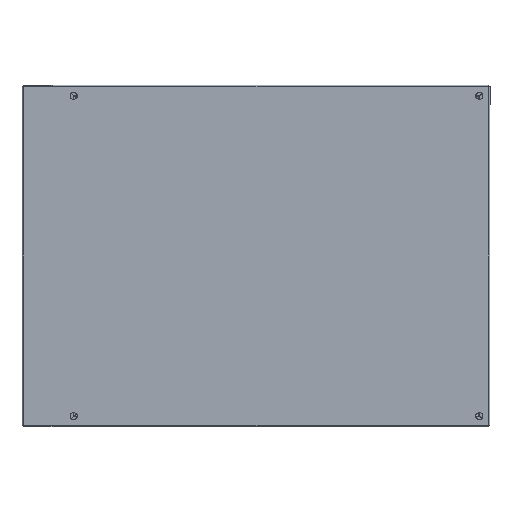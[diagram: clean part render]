
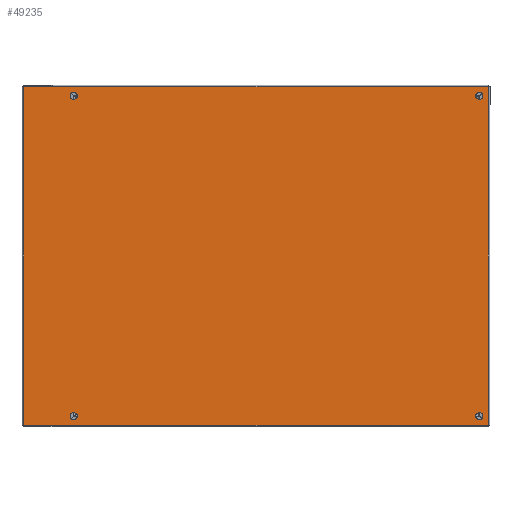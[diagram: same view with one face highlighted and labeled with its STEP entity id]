
A CAD part, left-side view. The second image highlights one B-rep face of the part: STEP entity #49235.
In plain terms, the highlighted face is planar.
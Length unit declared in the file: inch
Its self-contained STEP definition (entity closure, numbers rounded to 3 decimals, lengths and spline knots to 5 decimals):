
#19 = ORIENTED_EDGE ( 'NONE', *, *, #4419, .T. ) ;
#966 = CARTESIAN_POINT ( 'NONE',  ( 11.25, 0., -15.699 ) ) ;
#1243 = AXIS2_PLACEMENT_3D ( 'NONE', #15453, #41476, #20798 ) ;
#1580 = EDGE_CURVE ( 'NONE', #10980, #51714, #38924, .T. ) ;
#2082 = ORIENTED_EDGE ( 'NONE', *, *, #48635, .T. ) ;
#2696 = CARTESIAN_POINT ( 'NONE',  ( -11.892, 0., 16.32559 ) ) ;
#3472 = VERTEX_POINT ( 'NONE', #2696 ) ;
#3585 = DIRECTION ( 'NONE',  ( -1., 0., 0. ) ) ;
#3715 = CIRCLE ( 'NONE', #31885, 0.25 ) ;
#4022 = DIRECTION ( 'NONE',  ( -1., 0., 0. ) ) ;
#4419 = EDGE_CURVE ( 'NONE', #23427, #43408, #12875, .T. ) ;
#4620 = CARTESIAN_POINT ( 'NONE',  ( -11.25, 0., -15.699 ) ) ;
#4874 = VERTEX_POINT ( 'NONE', #33222 ) ;
#5235 = DIRECTION ( 'NONE',  ( -1., 0., 0. ) ) ;
#6636 = LINE ( 'NONE', #52821, #29894 ) ;
#7770 = AXIS2_PLACEMENT_3D ( 'NONE', #10978, #28967, #28586 ) ;
#7999 = EDGE_CURVE ( 'NONE', #56740, #20692, #25494, .T. ) ;
#9365 = VECTOR ( 'NONE', #13510, 39.37008 ) ;
#10442 = AXIS2_PLACEMENT_3D ( 'NONE', #4620, #39576, #13400 ) ;
#10978 = CARTESIAN_POINT ( 'NONE',  ( 0., 0., 0. ) ) ;
#10980 = VERTEX_POINT ( 'NONE', #35835 ) ;
#11070 = LINE ( 'NONE', #44113, #40525 ) ;
#11160 = ORIENTED_EDGE ( 'NONE', *, *, #47871, .T. ) ;
#11392 = VERTEX_POINT ( 'NONE', #50832 ) ;
#11661 = AXIS2_PLACEMENT_3D ( 'NONE', #32137, #36555, #5235 ) ;
#11770 = ORIENTED_EDGE ( 'NONE', *, *, #24914, .T. ) ;
#12174 = CIRCLE ( 'NONE', #11661, 0.25 ) ;
#12309 = CIRCLE ( 'NONE', #16099, 0.25 ) ;
#12875 = LINE ( 'NONE', #41558, #14248 ) ;
#12907 = DIRECTION ( 'NONE',  ( 0., 0., -1. ) ) ;
#13400 = DIRECTION ( 'NONE',  ( -1., 0., 0. ) ) ;
#13510 = DIRECTION ( 'NONE',  ( 0., 0., 1. ) ) ;
#14248 = VECTOR ( 'NONE', #19554, 39.37008 ) ;
#14576 = DIRECTION ( 'NONE',  ( -1., 0., 0. ) ) ;
#15453 = CARTESIAN_POINT ( 'NONE',  ( -11.25, 0., -15.699 ) ) ;
#15899 = EDGE_LOOP ( 'NONE', ( #21312, #18581 ) ) ;
#16099 = AXIS2_PLACEMENT_3D ( 'NONE', #32964, #28778, #33165 ) ;
#16495 = ORIENTED_EDGE ( 'NONE', *, *, #24915, .T. ) ;
#17200 = ORIENTED_EDGE ( 'NONE', *, *, #42240, .T. ) ;
#18581 = ORIENTED_EDGE ( 'NONE', *, *, #1580, .T. ) ;
#18916 = EDGE_LOOP ( 'NONE', ( #17200, #45220 ) ) ;
#19139 = CARTESIAN_POINT ( 'NONE',  ( -11.25, 0., 12.801 ) ) ;
#19554 = DIRECTION ( 'NONE',  ( -1., 0., 0. ) ) ;
#20692 = VERTEX_POINT ( 'NONE', #41825 ) ;
#20798 = DIRECTION ( 'NONE',  ( -1., 0., 0. ) ) ;
#20921 = CARTESIAN_POINT ( 'NONE',  ( 11.25, 0., -15.699 ) ) ;
#20977 = FACE_OUTER_BOUND ( 'NONE', #48952, .T. ) ;
#21312 = ORIENTED_EDGE ( 'NONE', *, *, #30059, .T. ) ;
#21336 = DIRECTION ( 'NONE',  ( 0., -1., 0. ) ) ;
#22691 = EDGE_LOOP ( 'NONE', ( #43910, #2082 ) ) ;
#23427 = VERTEX_POINT ( 'NONE', #52770 ) ;
#23514 = DIRECTION ( 'NONE',  ( 0., -1., 0. ) ) ;
#24378 = FACE_BOUND ( 'NONE', #22691, .T. ) ;
#24914 = EDGE_CURVE ( 'NONE', #3472, #42314, #6636, .T. ) ;
#24915 = EDGE_CURVE ( 'NONE', #43408, #3472, #37392, .T. ) ;
#25331 = EDGE_LOOP ( 'NONE', ( #34035, #56651 ) ) ;
#25494 = CIRCLE ( 'NONE', #46560, 0.25 ) ;
#26696 = CARTESIAN_POINT ( 'NONE',  ( -11., 0., -15.699 ) ) ;
#27052 = AXIS2_PLACEMENT_3D ( 'NONE', #42832, #21336, #4022 ) ;
#27309 = CARTESIAN_POINT ( 'NONE',  ( 11.5, 0., -15.699 ) ) ;
#27335 = CIRCLE ( 'NONE', #10442, 0.25 ) ;
#27969 = VERTEX_POINT ( 'NONE', #39088 ) ;
#28393 = CIRCLE ( 'NONE', #1243, 0.25 ) ;
#28586 = DIRECTION ( 'NONE',  ( -1., 0., 0. ) ) ;
#28778 = DIRECTION ( 'NONE',  ( 0., -1., 0. ) ) ;
#28967 = DIRECTION ( 'NONE',  ( 0., 1., 0. ) ) ;
#29894 = VECTOR ( 'NONE', #30694, 39.37008 ) ;
#30059 = EDGE_CURVE ( 'NONE', #51714, #10980, #12174, .T. ) ;
#30694 = DIRECTION ( 'NONE',  ( 1., 0., 0. ) ) ;
#30932 = EDGE_CURVE ( 'NONE', #11392, #38741, #28393, .T. ) ;
#31885 = AXIS2_PLACEMENT_3D ( 'NONE', #20921, #34885, #3585 ) ;
#32137 = CARTESIAN_POINT ( 'NONE',  ( -11.25, 0., 12.801 ) ) ;
#32414 = PLANE ( 'NONE',  #7770 ) ;
#32964 = CARTESIAN_POINT ( 'NONE',  ( 11.25, 0., 12.801 ) ) ;
#33165 = DIRECTION ( 'NONE',  ( -1., 0., 0. ) ) ;
#33222 = CARTESIAN_POINT ( 'NONE',  ( 11., 0., 12.801 ) ) ;
#34035 = ORIENTED_EDGE ( 'NONE', *, *, #40543, .T. ) ;
#34674 = FACE_BOUND ( 'NONE', #15899, .T. ) ;
#34885 = DIRECTION ( 'NONE',  ( 0., -1., 0. ) ) ;
#35250 = EDGE_CURVE ( 'NONE', #27969, #4874, #42051, .T. ) ;
#35835 = CARTESIAN_POINT ( 'NONE',  ( -11., 0., 12.801 ) ) ;
#36555 = DIRECTION ( 'NONE',  ( 0., -1., 0. ) ) ;
#36742 = FACE_BOUND ( 'NONE', #25331, .T. ) ;
#37392 = LINE ( 'NONE', #48552, #9365 ) ;
#38741 = VERTEX_POINT ( 'NONE', #26696 ) ;
#38924 = CIRCLE ( 'NONE', #51824, 0.25 ) ;
#39088 = CARTESIAN_POINT ( 'NONE',  ( 11.5, 0., 12.801 ) ) ;
#39576 = DIRECTION ( 'NONE',  ( 0., -1., 0. ) ) ;
#40525 = VECTOR ( 'NONE', #12907, 39.37008 ) ;
#40543 = EDGE_CURVE ( 'NONE', #4874, #27969, #12309, .T. ) ;
#40551 = DIRECTION ( 'NONE',  ( -1., 0., 0. ) ) ;
#41476 = DIRECTION ( 'NONE',  ( 0., -1., 0. ) ) ;
#41558 = CARTESIAN_POINT ( 'NONE',  ( 0., 0., -16.341 ) ) ;
#41825 = CARTESIAN_POINT ( 'NONE',  ( 11., 0., -15.699 ) ) ;
#42051 = CIRCLE ( 'NONE', #27052, 0.25 ) ;
#42240 = EDGE_CURVE ( 'NONE', #20692, #56740, #3715, .T. ) ;
#42314 = VERTEX_POINT ( 'NONE', #51999 ) ;
#42411 = CARTESIAN_POINT ( 'NONE',  ( -11.5, 0., 12.801 ) ) ;
#42832 = CARTESIAN_POINT ( 'NONE',  ( 11.25, 0., 12.801 ) ) ;
#43408 = VERTEX_POINT ( 'NONE', #45628 ) ;
#43910 = ORIENTED_EDGE ( 'NONE', *, *, #30932, .T. ) ;
#44113 = CARTESIAN_POINT ( 'NONE',  ( 11.892, 0., 0. ) ) ;
#45220 = ORIENTED_EDGE ( 'NONE', *, *, #7999, .T. ) ;
#45628 = CARTESIAN_POINT ( 'NONE',  ( -11.892, 0., -16.341 ) ) ;
#46560 = AXIS2_PLACEMENT_3D ( 'NONE', #966, #49205, #40551 ) ;
#47871 = EDGE_CURVE ( 'NONE', #42314, #23427, #11070, .T. ) ;
#48442 = FACE_BOUND ( 'NONE', #18916, .T. ) ;
#48552 = CARTESIAN_POINT ( 'NONE',  ( -11.892, 0., 0. ) ) ;
#48635 = EDGE_CURVE ( 'NONE', #38741, #11392, #27335, .T. ) ;
#48952 = EDGE_LOOP ( 'NONE', ( #11160, #19, #16495, #11770 ) ) ;
#49205 = DIRECTION ( 'NONE',  ( 0., -1., 0. ) ) ;
#49235 = ADVANCED_FACE ( 'NONE', ( #20977, #48442, #36742, #34674, #24378 ), #32414, .T. ) ;
#50832 = CARTESIAN_POINT ( 'NONE',  ( -11.5, 0., -15.699 ) ) ;
#51714 = VERTEX_POINT ( 'NONE', #42411 ) ;
#51824 = AXIS2_PLACEMENT_3D ( 'NONE', #19139, #23514, #14576 ) ;
#51999 = CARTESIAN_POINT ( 'NONE',  ( 11.892, 0., 16.32559 ) ) ;
#52770 = CARTESIAN_POINT ( 'NONE',  ( 11.892, 0., -16.341 ) ) ;
#52821 = CARTESIAN_POINT ( 'NONE',  ( 0., 0., 16.32559 ) ) ;
#56651 = ORIENTED_EDGE ( 'NONE', *, *, #35250, .T. ) ;
#56740 = VERTEX_POINT ( 'NONE', #27309 ) ;
